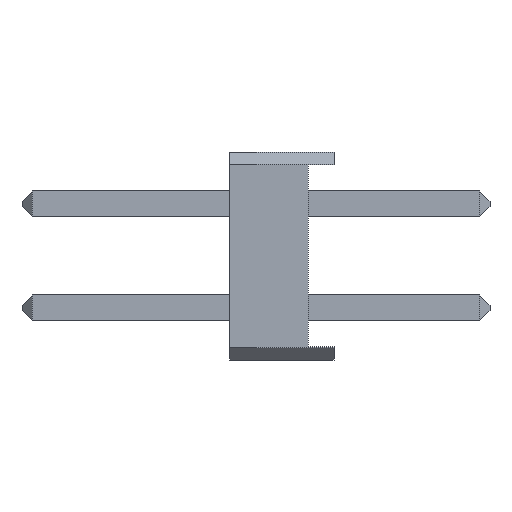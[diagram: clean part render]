
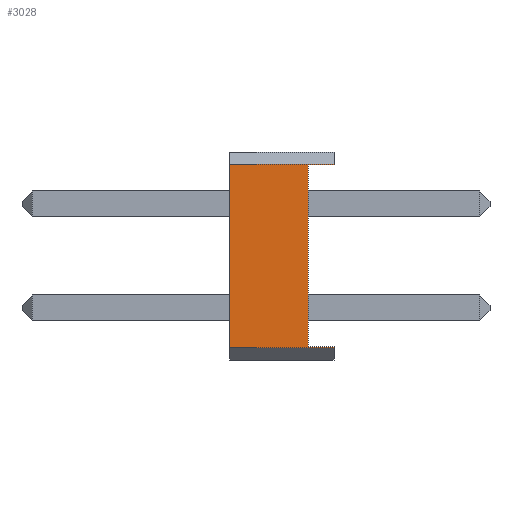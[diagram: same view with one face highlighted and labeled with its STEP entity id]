
A CAD part, left-side view. The second image highlights one B-rep face of the part: STEP entity #3028.
In plain terms, the highlighted planar face has unit normal (-1, 0, 0).
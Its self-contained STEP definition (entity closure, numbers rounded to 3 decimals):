
#154=ORIENTED_EDGE('',*,*,#974,.T.);
#155=ORIENTED_EDGE('',*,*,#975,.T.);
#156=ORIENTED_EDGE('',*,*,#976,.F.);
#157=ORIENTED_EDGE('',*,*,#977,.F.);
#158=ORIENTED_EDGE('',*,*,#978,.T.);
#159=ORIENTED_EDGE('',*,*,#979,.T.);
#160=ORIENTED_EDGE('',*,*,#980,.T.);
#161=ORIENTED_EDGE('',*,*,#981,.T.);
#974=EDGE_CURVE('',#1386,#1387,#1678,.T.);
#975=EDGE_CURVE('',#1387,#1388,#1679,.T.);
#976=EDGE_CURVE('',#1389,#1388,#1680,.T.);
#977=EDGE_CURVE('',#1390,#1389,#1681,.T.);
#978=EDGE_CURVE('',#1390,#1391,#1682,.T.);
#979=EDGE_CURVE('',#1391,#1392,#1683,.T.);
#980=EDGE_CURVE('',#1392,#1393,#1684,.T.);
#981=EDGE_CURVE('',#1393,#1386,#1685,.T.);
#1386=VERTEX_POINT('',#4195);
#1387=VERTEX_POINT('',#4196);
#1388=VERTEX_POINT('',#4198);
#1389=VERTEX_POINT('',#4200);
#1390=VERTEX_POINT('',#4202);
#1391=VERTEX_POINT('',#4204);
#1392=VERTEX_POINT('',#4206);
#1393=VERTEX_POINT('',#4208);
#1678=LINE('',#4194,#2102);
#1679=LINE('',#4197,#2103);
#1680=LINE('',#4199,#2104);
#1681=LINE('',#4201,#2105);
#1682=LINE('',#4203,#2106);
#1683=LINE('',#4205,#2107);
#1684=LINE('',#4207,#2108);
#1685=LINE('',#4209,#2109);
#2102=VECTOR('',#3452,1000.);
#2103=VECTOR('',#3453,1000.);
#2104=VECTOR('',#3454,1000.);
#2105=VECTOR('',#3455,1000.);
#2106=VECTOR('',#3456,1000.);
#2107=VECTOR('',#3457,1000.);
#2108=VECTOR('',#3458,1000.);
#2109=VECTOR('',#3459,1000.);
#2512=EDGE_LOOP('',(#154,#155,#156,#157,#158,#159,#160,#161));
#2696=FACE_BOUND('',#2512,.T.);
#2880=PLANE('',#3221);
#3028=ADVANCED_FACE('',(#2696),#2880,.F.);
#3221=AXIS2_PLACEMENT_3D('',#4193,#3450,#3451);
#3450=DIRECTION('',(1.,0.,0.));
#3451=DIRECTION('',(0.,0.,-1.));
#3452=DIRECTION('',(0.,-1.,0.));
#3453=DIRECTION('',(0.,0.,1.));
#3454=DIRECTION('',(0.,-1.,0.));
#3455=DIRECTION('',(0.,0.,1.));
#3456=DIRECTION('',(0.,-1.,0.));
#3457=DIRECTION('',(0.,0.,1.));
#3458=DIRECTION('',(0.,1.,0.));
#3459=DIRECTION('',(0.,0.,1.));
#4193=CARTESIAN_POINT('',(0.,2.,-1.76));
#4194=CARTESIAN_POINT('',(0.,0.5,1.75));
#4195=CARTESIAN_POINT('',(0.,0.5,1.75));
#4196=CARTESIAN_POINT('',(0.,0.,1.75));
#4197=CARTESIAN_POINT('',(0.,0.,-1.76));
#4198=CARTESIAN_POINT('',(0.,0.,1.76));
#4199=CARTESIAN_POINT('',(0.,2.,1.76));
#4200=CARTESIAN_POINT('',(0.,2.,1.76));
#4201=CARTESIAN_POINT('',(0.,2.,-1.76));
#4202=CARTESIAN_POINT('',(0.,2.,-1.76));
#4203=CARTESIAN_POINT('',(0.,2.,-1.76));
#4204=CARTESIAN_POINT('',(0.,0.,-1.76));
#4205=CARTESIAN_POINT('',(0.,0.,-1.76));
#4206=CARTESIAN_POINT('',(0.,0.,-1.75));
#4207=CARTESIAN_POINT('',(0.,0.,-1.75));
#4208=CARTESIAN_POINT('',(0.,0.5,-1.75));
#4209=CARTESIAN_POINT('',(0.,0.5,-1.75));
